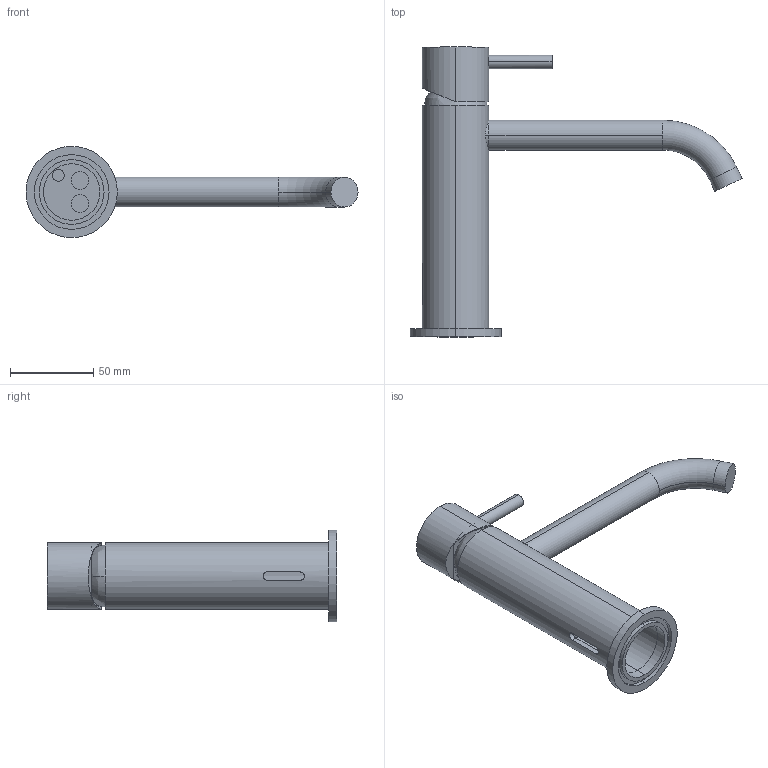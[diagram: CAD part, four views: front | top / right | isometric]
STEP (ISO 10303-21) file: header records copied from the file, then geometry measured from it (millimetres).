
FILE_DESCRIPTION (( 'STEP AP203' ), '1' );
FILE_NAME ('15030lo.STEP', '2020-06-25T15:10:03', ( 'EFFEPI3' ), ( '' ), 'SwSTEP 2.0', 'SolidWorks 2018', '' );
FILE_SCHEMA (( 'CONFIG_CONTROL_DESIGN' ));
Length unit declared in the file: millimetre
Products named in the file (6): base minimalista; leva minimalista; bocca lavabo lunga minimalista; 15030lo; corpo minimalista; cappuccio minimalista
Assembly tree (5 placements, depth 2):
  15030lo
    corpo minimalista
    cappuccio minimalista
    base minimalista
    leva minimalista
    bocca lavabo lunga minimalista
Bounding box: 199.86 x 174.5 x 55 mm (x, y, z)
Volume: 210261.9 mm3; surface area: 51235.7 mm2
Topology: 5 solids, 5 shells, 73 faces, 145 edges, 94 vertices
Faces by surface type: cylinder 43, plane 26, bspline 2, torus 2
Entity records: 2846 total; most frequent: CARTESIAN_POINT 666, DIRECTION 363, ORIENTED_EDGE 290, AXIS2_PLACEMENT_3D 159, EDGE_CURVE 145, VERTEX_POINT 94, EDGE_LOOP 89, CIRCLE 80
